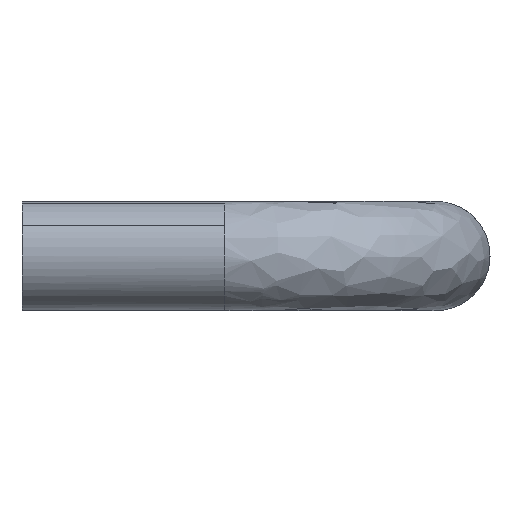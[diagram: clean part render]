
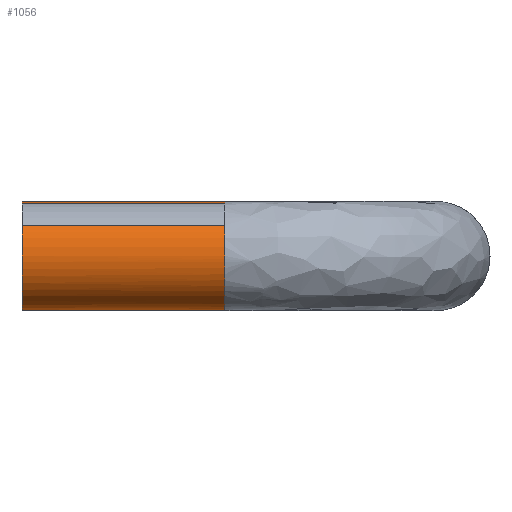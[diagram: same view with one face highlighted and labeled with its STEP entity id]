
A CAD part, left-side view. The second image highlights one B-rep face of the part: STEP entity #1056.
In plain terms, the highlighted free-form (B-spline) face has degree [2, 1] with [9, 2] control points.
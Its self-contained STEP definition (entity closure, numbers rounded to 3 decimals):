
#886=CARTESIAN_POINT('',(-2.895,0.325,1.967));
#887=CARTESIAN_POINT('',(-3.827,0.325,0.596));
#888=CARTESIAN_POINT('',(-3.356,0.325,-0.994));
#889=CARTESIAN_POINT('',(-2.362,0.325,-4.35));
#890=CARTESIAN_POINT('',(0.994,0.325,-3.356));
#891=CARTESIAN_POINT('',(4.35,0.325,-2.362));
#892=CARTESIAN_POINT('',(3.356,0.325,0.994));
#893=CARTESIAN_POINT('',(2.362,0.325,4.35));
#894=CARTESIAN_POINT('',(-0.994,0.325,3.356));
#895=CARTESIAN_POINT('',(-2.895,-13.333,1.967));
#896=CARTESIAN_POINT('',(-3.827,-13.333,0.596));
#897=CARTESIAN_POINT('',(-3.356,-13.333,-0.994));
#898=CARTESIAN_POINT('',(-2.362,-13.333,-4.35));
#899=CARTESIAN_POINT('',(0.994,-13.333,-3.356));
#900=CARTESIAN_POINT('',(4.35,-13.333,-2.362));
#901=CARTESIAN_POINT('',(3.356,-13.333,0.994));
#902=CARTESIAN_POINT('',(2.362,-13.333,4.35));
#903=CARTESIAN_POINT('',(-0.994,-13.333,3.356));
#911=(BOUNDED_SURFACE()B_SPLINE_SURFACE(2,1,((#886,#895),(#887,#896),(#888,#897),(#889,#898),(#890,#899),(#891,#900),(#892,#901),(#893,#902),(#894,#903)),.UNSPECIFIED.,.F.,.F.,.U.)B_SPLINE_SURFACE_WITH_KNOTS((3,2,2,2,3),(2,2),(0.0,3.247,9.046,14.845,20.644),(0.0,13.658),.UNSPECIFIED.)GEOMETRIC_REPRESENTATION_ITEM()RATIONAL_B_SPLINE_SURFACE(((0.856,0.856),(0.836,0.836),(1.0,1.0),(0.707,0.707),(1.0,1.0),(0.707,0.707),(1.0,1.0),(0.707,0.707),(1.0,1.0)))REPRESENTATION_ITEM('')SURFACE());
#912=CARTESIAN_POINT('',(-3.5,-13.0,0.0));
#913=VERTEX_POINT('',#912);
#914=CARTESIAN_POINT('',(-2.895,-13.0,1.967));
#915=VERTEX_POINT('',#914);
#916=CARTESIAN_POINT('',(-3.5,-13.0,0.0));
#917=CARTESIAN_POINT('',(-3.5,-13.,1.076));
#918=CARTESIAN_POINT('',(-2.895,-13.,1.967));
#926=(BOUNDED_CURVE()B_SPLINE_CURVE(2,(#916,#917,#918),.UNSPECIFIED.,.F.,.U.)B_SPLINE_CURVE_WITH_KNOTS((3,3),(0.5,0.596),.UNSPECIFIED.)CURVE()GEOMETRIC_REPRESENTATION_ITEM()RATIONAL_B_SPLINE_CURVE((1.0,0.887,0.861))REPRESENTATION_ITEM(''));
#927=EDGE_CURVE('',#913,#915,#926,.T.);
#928=ORIENTED_EDGE('',*,*,#927,.T.);
#929=CARTESIAN_POINT('',(-2.895,0.,1.967));
#930=VERTEX_POINT('',#929);
#931=CARTESIAN_POINT('',(-2.895,0.,1.967));
#932=CARTESIAN_POINT('',(-2.895,-13.0,1.967));
#933=QUASI_UNIFORM_CURVE('',1,(#931,#932),.UNSPECIFIED.,.F.,.U.);
#934=EDGE_CURVE('',#930,#915,#933,.T.);
#935=ORIENTED_EDGE('',*,*,#934,.F.);
#936=CARTESIAN_POINT('',(-3.5,0.0,0.0));
#937=VERTEX_POINT('',#936);
#938=CARTESIAN_POINT('',(-3.5,0.0,0.0));
#939=CARTESIAN_POINT('',(-3.5,0.0,1.076));
#940=CARTESIAN_POINT('',(-2.895,0.,1.967));
#948=(BOUNDED_CURVE()B_SPLINE_CURVE(2,(#938,#939,#940),.UNSPECIFIED.,.F.,.U.)B_SPLINE_CURVE_WITH_KNOTS((3,3),(0.5,0.596),.UNSPECIFIED.)CURVE()GEOMETRIC_REPRESENTATION_ITEM()RATIONAL_B_SPLINE_CURVE((1.0,0.887,0.861))REPRESENTATION_ITEM(''));
#949=EDGE_CURVE('',#937,#930,#948,.T.);
#950=ORIENTED_EDGE('',*,*,#949,.F.);
#951=CARTESIAN_POINT('',(3.5,0.0,0.0));
#952=VERTEX_POINT('',#951);
#953=CARTESIAN_POINT('',(3.5,0.0,0.0));
#954=CARTESIAN_POINT('',(3.5,0.0,-3.5));
#955=CARTESIAN_POINT('',(0.0,0.0,-3.5));
#956=CARTESIAN_POINT('',(-3.5,0.0,-3.5));
#957=CARTESIAN_POINT('',(-3.5,0.0,0.0));
#965=(BOUNDED_CURVE()B_SPLINE_CURVE(2,(#953,#954,#955,#956,#957),.UNSPECIFIED.,.F.,.U.)B_SPLINE_CURVE_WITH_KNOTS((3,2,3),(0.0,0.25,0.5),.UNSPECIFIED.)CURVE()GEOMETRIC_REPRESENTATION_ITEM()RATIONAL_B_SPLINE_CURVE((1.0,0.707,1.0,0.707,1.0))REPRESENTATION_ITEM(''));
#966=EDGE_CURVE('',#952,#937,#965,.T.);
#967=ORIENTED_EDGE('',*,*,#966,.F.);
#968=CARTESIAN_POINT('',(-0.994,0.,3.356));
#969=VERTEX_POINT('',#968);
#970=CARTESIAN_POINT('',(-0.994,0.,3.356));
#971=CARTESIAN_POINT('',(-0.507,0.0,3.5));
#972=CARTESIAN_POINT('',(0.0,0.0,3.5));
#973=CARTESIAN_POINT('',(3.5,0.0,3.5));
#974=CARTESIAN_POINT('',(3.5,0.0,0.0));
#982=(BOUNDED_CURVE()B_SPLINE_CURVE(2,(#970,#971,#972,#973,#974),.UNSPECIFIED.,.F.,.U.)B_SPLINE_CURVE_WITH_KNOTS((3,2,3),(0.702,0.75,1.0),.UNSPECIFIED.)CURVE()GEOMETRIC_REPRESENTATION_ITEM()RATIONAL_B_SPLINE_CURVE((0.909,0.943,1.0,0.707,1.0))REPRESENTATION_ITEM(''));
#983=EDGE_CURVE('',#969,#952,#982,.T.);
#984=ORIENTED_EDGE('',*,*,#983,.F.);
#985=CARTESIAN_POINT('',(-0.994,-13.0,3.356));
#986=VERTEX_POINT('',#985);
#987=CARTESIAN_POINT('',(-0.994,0.,3.356));
#988=CARTESIAN_POINT('',(-0.994,-13.0,3.356));
#989=QUASI_UNIFORM_CURVE('',1,(#987,#988),.UNSPECIFIED.,.F.,.U.);
#990=EDGE_CURVE('',#969,#986,#989,.T.);
#991=ORIENTED_EDGE('',*,*,#990,.T.);
#992=CARTESIAN_POINT('',(3.185,-13.,1.45));
#993=VERTEX_POINT('',#992);
#994=CARTESIAN_POINT('',(-0.994,-13.,3.356));
#995=CARTESIAN_POINT('',(-0.507,-13.,3.5));
#996=CARTESIAN_POINT('',(0.,-13.0,3.5));
#997=CARTESIAN_POINT('',(2.252,-13.,3.5));
#998=CARTESIAN_POINT('',(3.185,-13.,1.45));
#1006=(BOUNDED_CURVE()B_SPLINE_CURVE(2,(#994,#995,#996,#997,#998),.UNSPECIFIED.,.F.,.U.)B_SPLINE_CURVE_WITH_KNOTS((3,2,3),(0.702,0.75,0.93),.UNSPECIFIED.)CURVE()GEOMETRIC_REPRESENTATION_ITEM()RATIONAL_B_SPLINE_CURVE((0.909,0.943,1.0,0.79,0.882))REPRESENTATION_ITEM(''));
#1007=EDGE_CURVE('',#986,#993,#1006,.T.);
#1008=ORIENTED_EDGE('',*,*,#1007,.T.);
#1009=CARTESIAN_POINT('',(3.5,-13.0,0.0));
#1010=VERTEX_POINT('',#1009);
#1011=CARTESIAN_POINT('',(3.185,-13.,1.45));
#1012=CARTESIAN_POINT('',(3.5,-13.,0.759));
#1013=CARTESIAN_POINT('',(3.5,-13.0,0.0));
#1021=(BOUNDED_CURVE()B_SPLINE_CURVE(2,(#1011,#1012,#1013),.UNSPECIFIED.,.F.,.U.)B_SPLINE_CURVE_WITH_KNOTS((3,3),(0.93,1.0),.UNSPECIFIED.)CURVE()GEOMETRIC_REPRESENTATION_ITEM()RATIONAL_B_SPLINE_CURVE((0.882,0.918,1.0))REPRESENTATION_ITEM(''));
#1022=EDGE_CURVE('',#993,#1010,#1021,.T.);
#1023=ORIENTED_EDGE('',*,*,#1022,.T.);
#1024=CARTESIAN_POINT('',(1.266,-13.,-3.263));
#1025=VERTEX_POINT('',#1024);
#1026=CARTESIAN_POINT('',(3.5,-13.0,0.0));
#1027=CARTESIAN_POINT('',(3.5,-13.,-2.396));
#1028=CARTESIAN_POINT('',(1.266,-13.,-3.263));
#1036=(BOUNDED_CURVE()B_SPLINE_CURVE(2,(#1026,#1027,#1028),.UNSPECIFIED.,.F.,.U.)B_SPLINE_CURVE_WITH_KNOTS((3,3),(0.0,0.189),.UNSPECIFIED.)CURVE()GEOMETRIC_REPRESENTATION_ITEM()RATIONAL_B_SPLINE_CURVE((1.0,0.779,0.891))REPRESENTATION_ITEM(''));
#1037=EDGE_CURVE('',#1010,#1025,#1036,.T.);
#1038=ORIENTED_EDGE('',*,*,#1037,.T.);
#1039=CARTESIAN_POINT('',(1.266,-13.,-3.263));
#1040=CARTESIAN_POINT('',(0.655,-13.,-3.5));
#1041=CARTESIAN_POINT('',(0.,-13.0,-3.5));
#1042=CARTESIAN_POINT('',(-3.5,-13.0,-3.5));
#1043=CARTESIAN_POINT('',(-3.5,-13.0,0.0));
#1051=(BOUNDED_CURVE()B_SPLINE_CURVE(2,(#1039,#1040,#1041,#1042,#1043),.UNSPECIFIED.,.F.,.U.)B_SPLINE_CURVE_WITH_KNOTS((3,2,3),(0.189,0.25,0.5),.UNSPECIFIED.)CURVE()GEOMETRIC_REPRESENTATION_ITEM()RATIONAL_B_SPLINE_CURVE((0.891,0.928,1.0,0.707,1.0))REPRESENTATION_ITEM(''));
#1052=EDGE_CURVE('',#1025,#913,#1051,.T.);
#1053=ORIENTED_EDGE('',*,*,#1052,.T.);
#1054=EDGE_LOOP('',(#928,#935,#950,#967,#984,#991,#1008,#1023,#1038,#1053));
#1055=FACE_OUTER_BOUND('',#1054,.T.);
#1056=ADVANCED_FACE('',(#1055),#911,.T.);
